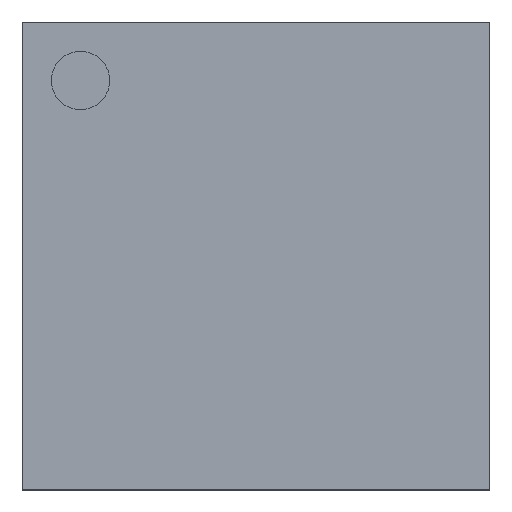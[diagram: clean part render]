
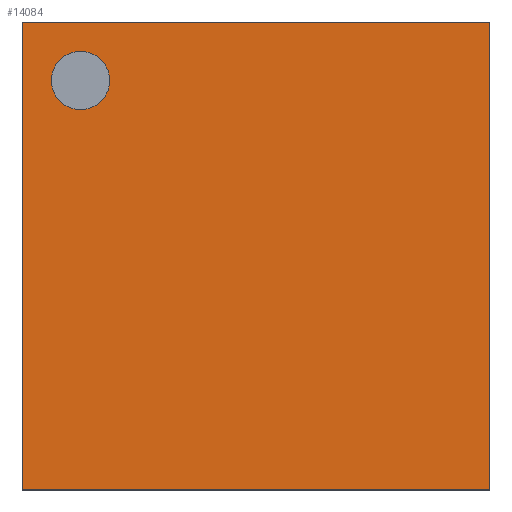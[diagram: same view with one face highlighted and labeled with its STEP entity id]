
A CAD part, top view. The second image highlights one B-rep face of the part: STEP entity #14084.
In plain terms, the highlighted planar face has unit normal (0, 0, 1).
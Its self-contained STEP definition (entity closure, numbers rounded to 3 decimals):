
#13895 = VERTEX_POINT('',#13896);
#13896 = CARTESIAN_POINT('',(-7.5,-7.5,1.3));
#13903 = PLANE('',#13904);
#13904 = AXIS2_PLACEMENT_3D('',#13905,#13906,#13907);
#13905 = CARTESIAN_POINT('',(-7.5,-7.5,0.3));
#13906 = DIRECTION('',(1.,0.,0.));
#13907 = DIRECTION('',(0.,0.,1.));
#13915 = PLANE('',#13916);
#13916 = AXIS2_PLACEMENT_3D('',#13917,#13918,#13919);
#13917 = CARTESIAN_POINT('',(-7.5,-7.5,0.3));
#13918 = DIRECTION('',(0.,1.,0.));
#13919 = DIRECTION('',(0.,0.,1.));
#13956 = VERTEX_POINT('',#13957);
#13957 = CARTESIAN_POINT('',(-7.5,7.5,1.3));
#13971 = PLANE('',#13972);
#13972 = AXIS2_PLACEMENT_3D('',#13973,#13974,#13975);
#13973 = CARTESIAN_POINT('',(-7.5,7.5,0.3));
#13974 = DIRECTION('',(0.,1.,0.));
#13975 = DIRECTION('',(0.,0.,1.));
#13983 = EDGE_CURVE('',#13895,#13956,#13984,.T.);
#13984 = SURFACE_CURVE('',#13985,(#13989,#13996),.PCURVE_S1.);
#13985 = LINE('',#13986,#13987);
#13986 = CARTESIAN_POINT('',(-7.5,-7.5,1.3));
#13987 = VECTOR('',#13988,1.);
#13988 = DIRECTION('',(0.,1.,0.));
#13989 = PCURVE('',#13903,#13990);
#13990 = DEFINITIONAL_REPRESENTATION('',(#13991),#13995);
#13991 = LINE('',#13992,#13993);
#13992 = CARTESIAN_POINT('',(1.,0.));
#13993 = VECTOR('',#13994,1.);
#13994 = DIRECTION('',(0.,-1.));
#13995 = ( GEOMETRIC_REPRESENTATION_CONTEXT(2) 
PARAMETRIC_REPRESENTATION_CONTEXT() REPRESENTATION_CONTEXT('2D SPACE',''
  ) );
#13996 = PCURVE('',#13997,#14002);
#13997 = PLANE('',#13998);
#13998 = AXIS2_PLACEMENT_3D('',#13999,#14000,#14001);
#13999 = CARTESIAN_POINT('',(-7.5,-7.5,1.3));
#14000 = DIRECTION('',(0.,0.,1.));
#14001 = DIRECTION('',(1.,0.,0.));
#14002 = DEFINITIONAL_REPRESENTATION('',(#14003),#14007);
#14003 = LINE('',#14004,#14005);
#14004 = CARTESIAN_POINT('',(0.,0.));
#14005 = VECTOR('',#14006,1.);
#14006 = DIRECTION('',(0.,1.));
#14007 = ( GEOMETRIC_REPRESENTATION_CONTEXT(2) 
PARAMETRIC_REPRESENTATION_CONTEXT() REPRESENTATION_CONTEXT('2D SPACE',''
  ) );
#14036 = EDGE_CURVE('',#13895,#14037,#14039,.T.);
#14037 = VERTEX_POINT('',#14038);
#14038 = CARTESIAN_POINT('',(7.5,-7.5,1.3));
#14039 = SURFACE_CURVE('',#14040,(#14044,#14051),.PCURVE_S1.);
#14040 = LINE('',#14041,#14042);
#14041 = CARTESIAN_POINT('',(-7.5,-7.5,1.3));
#14042 = VECTOR('',#14043,1.);
#14043 = DIRECTION('',(1.,0.,0.));
#14044 = PCURVE('',#13915,#14045);
#14045 = DEFINITIONAL_REPRESENTATION('',(#14046),#14050);
#14046 = LINE('',#14047,#14048);
#14047 = CARTESIAN_POINT('',(1.,0.));
#14048 = VECTOR('',#14049,1.);
#14049 = DIRECTION('',(0.,1.));
#14050 = ( GEOMETRIC_REPRESENTATION_CONTEXT(2) 
PARAMETRIC_REPRESENTATION_CONTEXT() REPRESENTATION_CONTEXT('2D SPACE',''
  ) );
#14051 = PCURVE('',#13997,#14052);
#14052 = DEFINITIONAL_REPRESENTATION('',(#14053),#14057);
#14053 = LINE('',#14054,#14055);
#14054 = CARTESIAN_POINT('',(0.,0.));
#14055 = VECTOR('',#14056,1.);
#14056 = DIRECTION('',(1.,0.));
#14057 = ( GEOMETRIC_REPRESENTATION_CONTEXT(2) 
PARAMETRIC_REPRESENTATION_CONTEXT() REPRESENTATION_CONTEXT('2D SPACE',''
  ) );
#14073 = PLANE('',#14074);
#14074 = AXIS2_PLACEMENT_3D('',#14075,#14076,#14077);
#14075 = CARTESIAN_POINT('',(7.5,-7.5,0.3));
#14076 = DIRECTION('',(1.,0.,0.));
#14077 = DIRECTION('',(0.,0.,1.));
#14084 = ADVANCED_FACE('',(#14085,#14133),#13997,.T.);
#14085 = FACE_BOUND('',#14086,.T.);
#14086 = EDGE_LOOP('',(#14087,#14088,#14089,#14112));
#14087 = ORIENTED_EDGE('',*,*,#13983,.F.);
#14088 = ORIENTED_EDGE('',*,*,#14036,.T.);
#14089 = ORIENTED_EDGE('',*,*,#14090,.T.);
#14090 = EDGE_CURVE('',#14037,#14091,#14093,.T.);
#14091 = VERTEX_POINT('',#14092);
#14092 = CARTESIAN_POINT('',(7.5,7.5,1.3));
#14093 = SURFACE_CURVE('',#14094,(#14098,#14105),.PCURVE_S1.);
#14094 = LINE('',#14095,#14096);
#14095 = CARTESIAN_POINT('',(7.5,-7.5,1.3));
#14096 = VECTOR('',#14097,1.);
#14097 = DIRECTION('',(0.,1.,0.));
#14098 = PCURVE('',#13997,#14099);
#14099 = DEFINITIONAL_REPRESENTATION('',(#14100),#14104);
#14100 = LINE('',#14101,#14102);
#14101 = CARTESIAN_POINT('',(15.,0.));
#14102 = VECTOR('',#14103,1.);
#14103 = DIRECTION('',(0.,1.));
#14104 = ( GEOMETRIC_REPRESENTATION_CONTEXT(2) 
PARAMETRIC_REPRESENTATION_CONTEXT() REPRESENTATION_CONTEXT('2D SPACE',''
  ) );
#14105 = PCURVE('',#14073,#14106);
#14106 = DEFINITIONAL_REPRESENTATION('',(#14107),#14111);
#14107 = LINE('',#14108,#14109);
#14108 = CARTESIAN_POINT('',(1.,0.));
#14109 = VECTOR('',#14110,1.);
#14110 = DIRECTION('',(0.,-1.));
#14111 = ( GEOMETRIC_REPRESENTATION_CONTEXT(2) 
PARAMETRIC_REPRESENTATION_CONTEXT() REPRESENTATION_CONTEXT('2D SPACE',''
  ) );
#14112 = ORIENTED_EDGE('',*,*,#14113,.F.);
#14113 = EDGE_CURVE('',#13956,#14091,#14114,.T.);
#14114 = SURFACE_CURVE('',#14115,(#14119,#14126),.PCURVE_S1.);
#14115 = LINE('',#14116,#14117);
#14116 = CARTESIAN_POINT('',(-7.5,7.5,1.3));
#14117 = VECTOR('',#14118,1.);
#14118 = DIRECTION('',(1.,0.,0.));
#14119 = PCURVE('',#13997,#14120);
#14120 = DEFINITIONAL_REPRESENTATION('',(#14121),#14125);
#14121 = LINE('',#14122,#14123);
#14122 = CARTESIAN_POINT('',(0.,15.));
#14123 = VECTOR('',#14124,1.);
#14124 = DIRECTION('',(1.,0.));
#14125 = ( GEOMETRIC_REPRESENTATION_CONTEXT(2) 
PARAMETRIC_REPRESENTATION_CONTEXT() REPRESENTATION_CONTEXT('2D SPACE',''
  ) );
#14126 = PCURVE('',#13971,#14127);
#14127 = DEFINITIONAL_REPRESENTATION('',(#14128),#14132);
#14128 = LINE('',#14129,#14130);
#14129 = CARTESIAN_POINT('',(1.,0.));
#14130 = VECTOR('',#14131,1.);
#14131 = DIRECTION('',(0.,1.));
#14132 = ( GEOMETRIC_REPRESENTATION_CONTEXT(2) 
PARAMETRIC_REPRESENTATION_CONTEXT() REPRESENTATION_CONTEXT('2D SPACE',''
  ) );
#14133 = FACE_BOUND('',#14134,.T.);
#14134 = EDGE_LOOP('',(#14135));
#14135 = ORIENTED_EDGE('',*,*,#14136,.F.);
#14136 = EDGE_CURVE('',#14137,#14137,#14139,.T.);
#14137 = VERTEX_POINT('',#14138);
#14138 = CARTESIAN_POINT('',(-4.688,5.625,1.3));
#14139 = SURFACE_CURVE('',#14140,(#14145,#14152),.PCURVE_S1.);
#14140 = CIRCLE('',#14141,0.938);
#14141 = AXIS2_PLACEMENT_3D('',#14142,#14143,#14144);
#14142 = CARTESIAN_POINT('',(-5.625,5.625,1.3));
#14143 = DIRECTION('',(0.,0.,1.));
#14144 = DIRECTION('',(1.,0.,0.));
#14145 = PCURVE('',#13997,#14146);
#14146 = DEFINITIONAL_REPRESENTATION('',(#14147),#14151);
#14147 = CIRCLE('',#14148,0.938);
#14148 = AXIS2_PLACEMENT_2D('',#14149,#14150);
#14149 = CARTESIAN_POINT('',(1.875,13.125));
#14150 = DIRECTION('',(1.,0.));
#14151 = ( GEOMETRIC_REPRESENTATION_CONTEXT(2) 
PARAMETRIC_REPRESENTATION_CONTEXT() REPRESENTATION_CONTEXT('2D SPACE',''
  ) );
#14152 = PCURVE('',#14153,#14158);
#14153 = CYLINDRICAL_SURFACE('',#14154,0.938);
#14154 = AXIS2_PLACEMENT_3D('',#14155,#14156,#14157);
#14155 = CARTESIAN_POINT('',(-5.625,5.625,1.17));
#14156 = DIRECTION('',(0.,0.,1.));
#14157 = DIRECTION('',(1.,0.,0.));
#14158 = DEFINITIONAL_REPRESENTATION('',(#14159),#14163);
#14159 = LINE('',#14160,#14161);
#14160 = CARTESIAN_POINT('',(0.,0.13));
#14161 = VECTOR('',#14162,1.);
#14162 = DIRECTION('',(1.,0.));
#14163 = ( GEOMETRIC_REPRESENTATION_CONTEXT(2) 
PARAMETRIC_REPRESENTATION_CONTEXT() REPRESENTATION_CONTEXT('2D SPACE',''
  ) );
